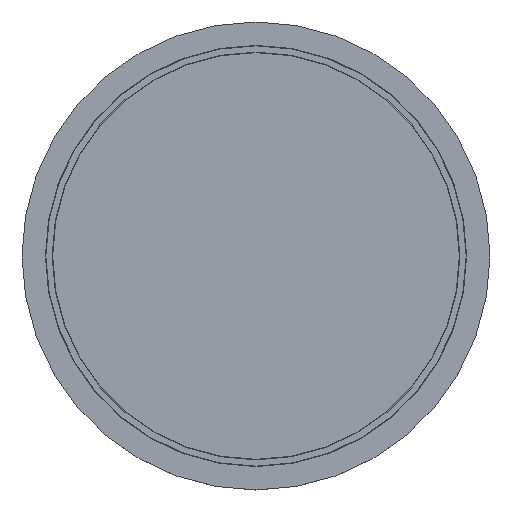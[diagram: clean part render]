
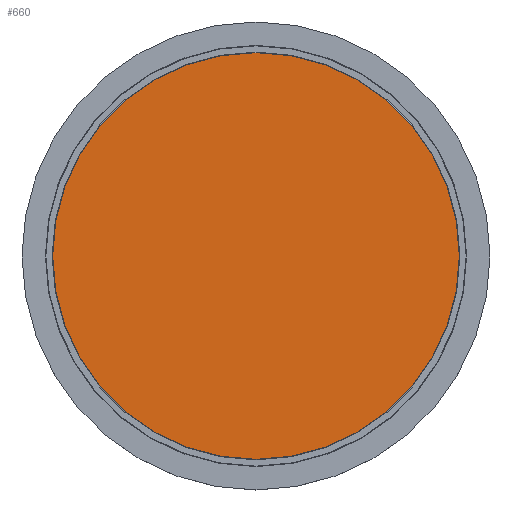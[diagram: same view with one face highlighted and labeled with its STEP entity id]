
A CAD part, top view. The second image highlights one B-rep face of the part: STEP entity #660.
In plain terms, the highlighted planar face has unit normal (0, 0, 1).
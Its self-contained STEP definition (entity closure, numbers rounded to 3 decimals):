
#56 = PLANE ( 'NONE',  #437 ) ;
#93 = ORIENTED_EDGE ( 'NONE', *, *, #150, .T. ) ;
#116 = DIRECTION ( 'NONE',  ( -1., 0., 0. ) ) ;
#135 = CIRCLE ( 'NONE', #255, 126. ) ;
#150 = EDGE_CURVE ( 'NONE', #642, #589, #341, .T. ) ;
#188 = DIRECTION ( 'NONE',  ( 0., 0., 1. ) ) ;
#255 = AXIS2_PLACEMENT_3D ( 'NONE', #509, #188, #564 ) ;
#338 = CARTESIAN_POINT ( 'NONE',  ( 0., 0., 0. ) ) ;
#341 = CIRCLE ( 'NONE', #419, 126. ) ;
#366 = CARTESIAN_POINT ( 'NONE',  ( -126., 0., 0. ) ) ;
#371 = CARTESIAN_POINT ( 'NONE',  ( 0., 0., 0. ) ) ;
#405 = CARTESIAN_POINT ( 'NONE',  ( 126., 0., 0. ) ) ;
#419 = AXIS2_PLACEMENT_3D ( 'NONE', #371, #473, #574 ) ;
#437 = AXIS2_PLACEMENT_3D ( 'NONE', #338, #668, #116 ) ;
#473 = DIRECTION ( 'NONE',  ( 0., 0., 1. ) ) ;
#509 = CARTESIAN_POINT ( 'NONE',  ( 0., 0., 0. ) ) ;
#538 = EDGE_CURVE ( 'NONE', #589, #642, #135, .T. ) ;
#564 = DIRECTION ( 'NONE',  ( 1., 0., 0. ) ) ;
#574 = DIRECTION ( 'NONE',  ( 1., 0., 0. ) ) ;
#589 = VERTEX_POINT ( 'NONE', #405 ) ;
#615 = FACE_OUTER_BOUND ( 'NONE', #644, .T. ) ;
#633 = ORIENTED_EDGE ( 'NONE', *, *, #538, .T. ) ;
#642 = VERTEX_POINT ( 'NONE', #366 ) ;
#644 = EDGE_LOOP ( 'NONE', ( #633, #93 ) ) ;
#660 = ADVANCED_FACE ( 'NONE', ( #615 ), #56, .F. ) ;
#668 = DIRECTION ( 'NONE',  ( 0., 0., -1. ) ) ;
